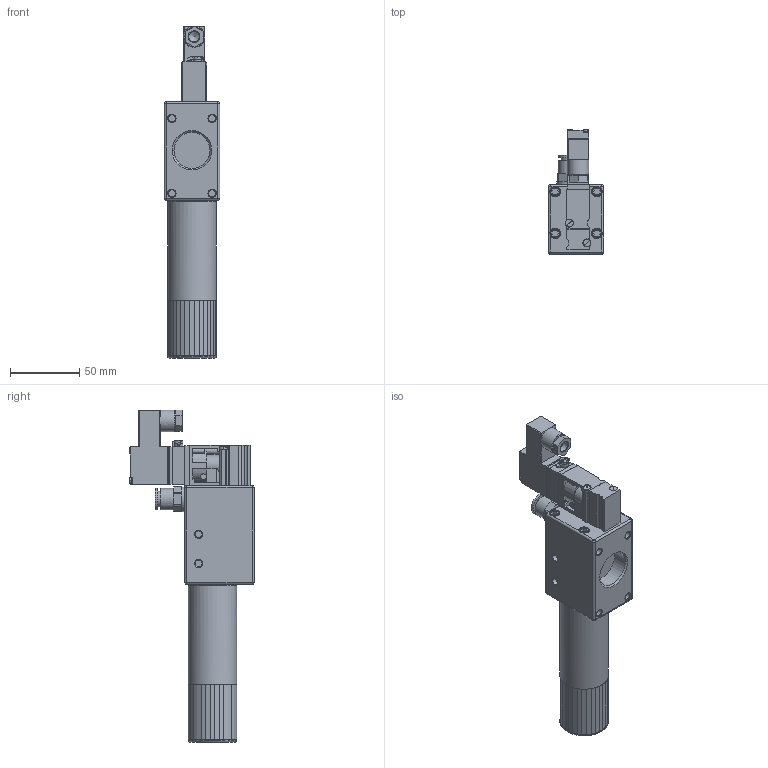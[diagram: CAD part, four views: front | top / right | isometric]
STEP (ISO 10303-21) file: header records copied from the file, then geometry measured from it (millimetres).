
FILE_DESCRIPTION(/* description */ (''),/* implementation_level */ '2;1');
FILE_NAME(/* name */ 'evk3bes.stp',/* time_stamp */ '2021-04-08T12:04:14+02:00',/* author */ ('josepm'),/* organization */ (''),/* preprocessor_version */ 'ST-DEVELOPER v17.2',/* originating_system */ 'Autodesk Inventor 2019',/* authorisation */ '');
FILE_SCHEMA (('AUTOMOTIVE_DESIGN { 1 0 10303 214 3 1 1 }'));
Length unit declared in the file: millimetre
Products named in the file (1): Pieza20
Bounding box: 40 x 89.55 x 239 mm (x, y, z)
Volume: 258006.1 mm3; surface area: 58906.6 mm2
Topology: 4 solids, 13 shells, 644 faces, 1654 edges, 1089 vertices
Faces by surface type: plane 428, cylinder 183, cone 13, sphere 10, torus 6, bspline 4
Full cylindrical faces by diameter (mm): 3 x2, 4.25 x4, 5 x6, 7.1 x4, 7.2 x1, 7.5 x1, 7.6 x4, 10 x1, 11.1 x1, 11.2 x1, 13 x1, 15.5 x3, 17 x1, 18 x1, 26 x2, 32 x1, 35 x2
Entity records: 20267 total; most frequent: CARTESIAN_POINT 4127, DIRECTION 3387, ORIENTED_EDGE 3306, EDGE_CURVE 1653, AXIS2_PLACEMENT_3D 1137, LINE 1113, VECTOR 1113, VERTEX_POINT 1089
